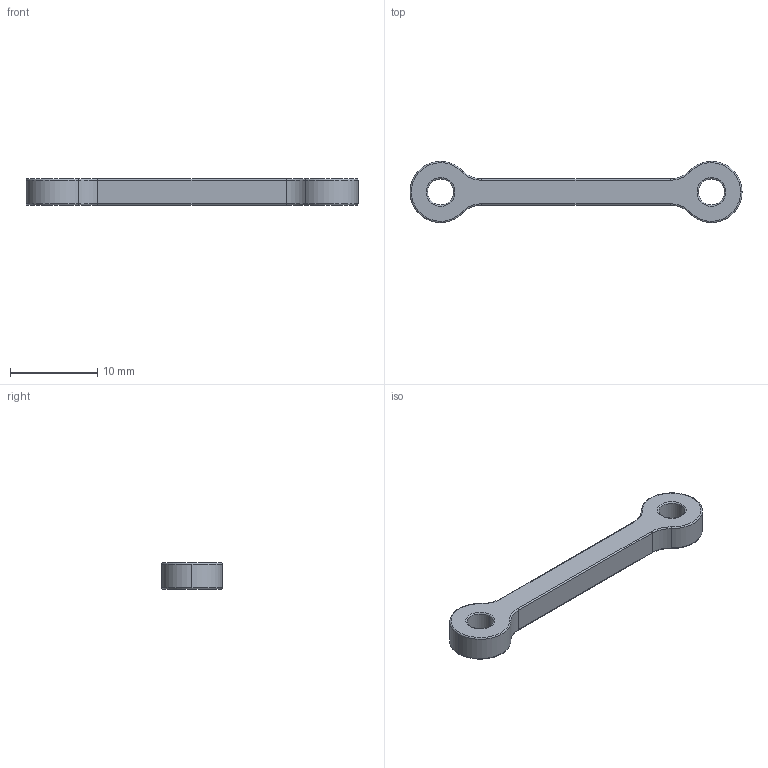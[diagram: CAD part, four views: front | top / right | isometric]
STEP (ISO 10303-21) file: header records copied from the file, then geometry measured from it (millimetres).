
FILE_DESCRIPTION (( 'STEP AP203' ), '1' );
FILE_NAME ('Robot_2.0_P3_Default_sldprt.STEP', '2023-12-06T08:16:59', ( '' ), ( '' ), 'SwSTEP 2.0', 'SolidWorks 2023', '' );
FILE_SCHEMA (( 'CONFIG_CONTROL_DESIGN' ));
Length unit declared in the file: millimetre
Products named in the file (1): Robot_2.0_P3_Default_sldprt
Bounding box: 38 x 6.99 x 3 mm (x, y, z)
Volume: 409 mm3; surface area: 574.9 mm2
Topology: 1 solids, 1 shells, 41 faces, 93 edges, 54 vertices
Faces by surface type: torus 22, cylinder 15, plane 4
Entity records: 1252 total; most frequent: DIRECTION 249, CARTESIAN_POINT 189, ORIENTED_EDGE 186, AXIS2_PLACEMENT_3D 114, EDGE_CURVE 93, CIRCLE 72, VERTEX_POINT 54, EDGE_LOOP 45
